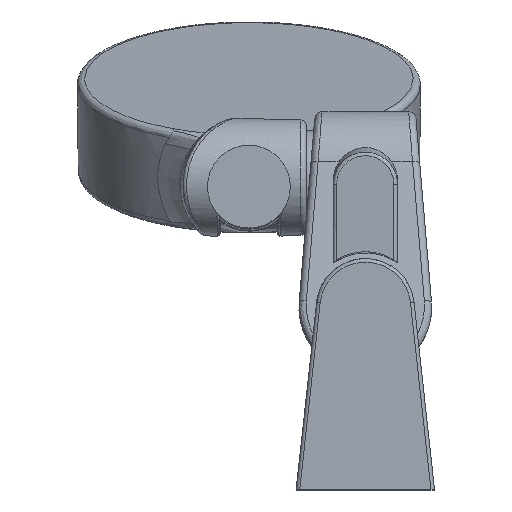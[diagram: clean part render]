
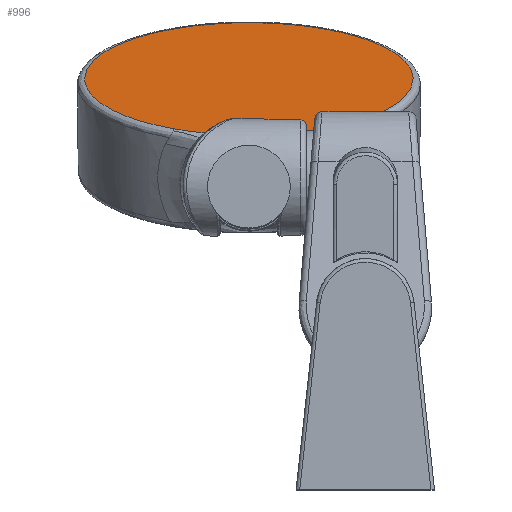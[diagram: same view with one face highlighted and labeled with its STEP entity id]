
A CAD part, front view. The second image highlights one B-rep face of the part: STEP entity #996.
In plain terms, the highlighted planar face has unit normal (0, -0.342, 0.94).
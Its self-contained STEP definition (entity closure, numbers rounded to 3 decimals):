
#45 = CARTESIAN_POINT ( 'NONE',  ( -32.296, 159.247, 98.296 ) ) ;
#85 = CARTESIAN_POINT ( 'NONE',  ( -25.829, 159.661, 98.447 ) ) ;
#277 = CARTESIAN_POINT ( 'NONE',  ( 1.472, 171.978, 102.93 ) ) ;
#429 = VERTEX_POINT ( 'NONE', #3775 ) ;
#630 = CARTESIAN_POINT ( 'NONE',  ( -14.781, 162.364, 99.43 ) ) ;
#707 = PLANE ( 'NONE',  #2426 ) ;
#849 = CARTESIAN_POINT ( 'NONE',  ( 13.254, 196.407, 111.821 ) ) ;
#909 = CARTESIAN_POINT ( 'NONE',  ( -77.744, 202.002, 113.858 ) ) ;
#987 = CARTESIAN_POINT ( 'NONE',  ( 0.765, 233.022, 125.148 ) ) ;
#996 = ADVANCED_FACE ( 'NONE', ( #10461 ), #707, .F. ) ;
#1059 = CARTESIAN_POINT ( 'NONE',  ( -31.395, 159.247, 98.296 ) ) ;
#1109 = CARTESIAN_POINT ( 'NONE',  ( -22.011, 160.346, 98.696 ) ) ;
#1248 = ORIENTED_EDGE ( 'NONE', *, *, #9349, .T. ) ;
#1292 = CARTESIAN_POINT ( 'NONE',  ( -11.435, 163.983, 100.02 ) ) ;
#2003 = CARTESIAN_POINT ( 'NONE',  ( 13.254, 207.598, 115.894 ) ) ;
#2028 = CARTESIAN_POINT ( 'NONE',  ( -42.479, 160.346, 98.696 ) ) ;
#2069 = CARTESIAN_POINT ( 'NONE',  ( -28.608, 159.383, 98.346 ) ) ;
#2426 = AXIS2_PLACEMENT_3D ( 'NONE', #4581, #3678, #10113 ) ;
#2545 = CARTESIAN_POINT ( 'NONE',  ( -18.307, 161.151, 98.989 ) ) ;
#2915 = VERTEX_POINT ( 'NONE', #8330 ) ;
#2994 = CARTESIAN_POINT ( 'NONE',  ( -38.048, 159.567, 98.413 ) ) ;
#3029 = CARTESIAN_POINT ( 'NONE',  ( -27.474, 159.486, 98.383 ) ) ;
#3678 = DIRECTION ( 'NONE',  ( 0., 0.342, -0.94 ) ) ;
#3769 = CARTESIAN_POINT ( 'NONE',  ( -22.011, 160.346, 98.696 ) ) ;
#3775 = CARTESIAN_POINT ( 'NONE',  ( -42.479, 160.346, 98.696 ) ) ;
#3961 = CARTESIAN_POINT ( 'NONE',  ( -33.665, 159.267, 98.303 ) ) ;
#3999 = CARTESIAN_POINT ( 'NONE',  ( -27.19, 159.515, 98.394 ) ) ;
#4176 = CARTESIAN_POINT ( 'NONE',  ( 13.254, 202.002, 113.858 ) ) ;
#4455 = B_SPLINE_CURVE_WITH_KNOTS ( 'NONE', 3,
 ( #2028, #8585, #2994, #9524, #3961, #10366, #4884, #11220, #5808, #45, #6747, #1059, #7680, #2069, #8628, #3029, #9562, #3999, #10399, #4920, #11255, #5852, #85, #6782, #1109 ),
 .UNSPECIFIED., .F., .F.,
 ( 4, 1, 1, 1, 1, 1, 1, 2, 2, 1, 1, 1, 1, 1, 1, 1, 2, 2, 4 ),
 ( 0., 0.25, 0.375, 0.438, 0.469, 0.484, 0.492, 0.496, 0.5, 0.625, 0.688, 0.719, 0.734, 0.742, 0.746, 0.748, 0.749, 0.75, 1. ),
 .UNSPECIFIED. ) ;
#4505 = CARTESIAN_POINT ( 'NONE',  ( -22.011, 160.346, 98.696 ) ) ;
#4581 = CARTESIAN_POINT ( 'NONE',  ( -32.245, 26.908, 50.129 ) ) ;
#4831 = CARTESIAN_POINT ( 'NONE',  ( -75.375, 218.79, 119.968 ) ) ;
#4884 = CARTESIAN_POINT ( 'NONE',  ( -32.599, 159.248, 98.296 ) ) ;
#4920 = CARTESIAN_POINT ( 'NONE',  ( -27.122, 159.522, 98.396 ) ) ;
#5311 = B_SPLINE_CURVE_WITH_KNOTS ( 'NONE', 3,
 ( #4505, #2545, #630, #7283 ),
 .UNSPECIFIED., .F., .F.,
 ( 4, 4 ),
 ( 0., 1. ),
 .UNSPECIFIED. ) ;
#5423 = CARTESIAN_POINT ( 'NONE',  ( -42.479, 160.346, 98.696 ) ) ;
#5552 = VERTEX_POINT ( 'NONE', #3769 ) ;
#5633 = CARTESIAN_POINT ( 'NONE',  ( -57.239, 166.008, 100.757 ) ) ;
#5676 = CARTESIAN_POINT ( 'NONE',  ( -65.963, 171.978, 102.93 ) ) ;
#5749 = CARTESIAN_POINT ( 'NONE',  ( -50.11, 242.531, 128.609 ) ) ;
#5808 = CARTESIAN_POINT ( 'NONE',  ( -32.346, 159.247, 98.296 ) ) ;
#5852 = CARTESIAN_POINT ( 'NONE',  ( -27.1, 159.525, 98.397 ) ) ;
#5870 = ORIENTED_EDGE ( 'NONE', *, *, #10074, .T. ) ;
#5936 = CARTESIAN_POINT ( 'NONE',  ( -53.055, 163.983, 100.02 ) ) ;
#6029 = CARTESIAN_POINT ( 'NONE',  ( 10.885, 185.215, 107.748 ) ) ;
#6393 = CARTESIAN_POINT ( 'NONE',  ( -77.744, 202.002, 113.858 ) ) ;
#6615 = CARTESIAN_POINT ( 'NONE',  ( -77.744, 196.407, 111.821 ) ) ;
#6687 = CARTESIAN_POINT ( 'NONE',  ( -14.38, 242.531, 128.609 ) ) ;
#6747 = CARTESIAN_POINT ( 'NONE',  ( -32.272, 159.247, 98.296 ) ) ;
#6782 = CARTESIAN_POINT ( 'NONE',  ( -24.134, 159.934, 98.546 ) ) ;
#6950 = CARTESIAN_POINT ( 'NONE',  ( -7.251, 166.008, 100.757 ) ) ;
#7283 = CARTESIAN_POINT ( 'NONE',  ( -11.435, 163.983, 100.02 ) ) ;
#7291 = EDGE_CURVE ( 'NONE', #429, #5552, #4455, .T. ) ;
#7324 = ORIENTED_EDGE ( 'NONE', *, *, #11707, .F. ) ;
#7617 = CARTESIAN_POINT ( 'NONE',  ( 10.885, 218.79, 119.968 ) ) ;
#7621 = ORIENTED_EDGE ( 'NONE', *, *, #11649, .F. ) ;
#7668 = B_SPLINE_CURVE_WITH_KNOTS ( 'NONE', 3,
 ( #11133, #8493, #4831, #11162, #5749, #12018, #6687, #987, #7617, #2003, #8562 ),
 .UNSPECIFIED., .F., .F.,
 ( 4, 1, 1, 1, 1, 1, 1, 1, 4 ),
 ( 0.25, 0.313, 0.375, 0.438, 0.5, 0.563, 0.625, 0.688, 0.75 ),
 .UNSPECIFIED. ) ;
#7680 = CARTESIAN_POINT ( 'NONE',  ( -30.114, 159.282, 98.309 ) ) ;
#7805 = CARTESIAN_POINT ( 'NONE',  ( -49.699, 162.359, 99.429 ) ) ;
#7826 = B_SPLINE_CURVE_WITH_KNOTS ( 'NONE', 3,
 ( #5936, #7805, #10862, #5423 ),
 .UNSPECIFIED., .F., .F.,
 ( 4, 4 ),
 ( 0., 1. ),
 .UNSPECIFIED. ) ;
#8324 = VERTEX_POINT ( 'NONE', #11261 ) ;
#8330 = CARTESIAN_POINT ( 'NONE',  ( -11.435, 163.983, 100.02 ) ) ;
#8480 = ORIENTED_EDGE ( 'NONE', *, *, #8485, .F. ) ;
#8485 = EDGE_CURVE ( 'NONE', #11034, #2915, #10321, .T. ) ;
#8493 = CARTESIAN_POINT ( 'NONE',  ( -77.744, 207.598, 115.894 ) ) ;
#8562 = CARTESIAN_POINT ( 'NONE',  ( 13.254, 202.002, 113.858 ) ) ;
#8585 = CARTESIAN_POINT ( 'NONE',  ( -40.678, 159.979, 98.563 ) ) ;
#8628 = CARTESIAN_POINT ( 'NONE',  ( -27.852, 159.449, 98.37 ) ) ;
#9349 = EDGE_CURVE ( 'NONE', #5552, #2915, #5311, .T. ) ;
#9524 = CARTESIAN_POINT ( 'NONE',  ( -35.105, 159.327, 98.325 ) ) ;
#9562 = CARTESIAN_POINT ( 'NONE',  ( -27.284, 159.505, 98.39 ) ) ;
#10026 = ORIENTED_EDGE ( 'NONE', *, *, #7291, .T. ) ;
#10074 = EDGE_CURVE ( 'NONE', #8324, #429, #7826, .T. ) ;
#10113 = DIRECTION ( 'NONE',  ( 0., 0.94, 0.342 ) ) ;
#10148 = CARTESIAN_POINT ( 'NONE',  ( 13.254, 202.002, 113.858 ) ) ;
#10278 = VERTEX_POINT ( 'NONE', #6393 ) ;
#10321 = B_SPLINE_CURVE_WITH_KNOTS ( 'NONE', 3,
 ( #4176, #849, #6029, #277, #6950, #1292 ),
 .UNSPECIFIED., .F., .F.,
 ( 4, 1, 1, 4 ),
 ( 0.75, 0.812, 0.875, 0.924 ),
 .UNSPECIFIED. ) ;
#10366 = CARTESIAN_POINT ( 'NONE',  ( -32.953, 159.252, 98.298 ) ) ;
#10399 = CARTESIAN_POINT ( 'NONE',  ( -27.142, 159.52, 98.395 ) ) ;
#10461 = FACE_OUTER_BOUND ( 'NONE', #10479, .T. ) ;
#10479 = EDGE_LOOP ( 'NONE', ( #7324, #7621, #5870, #10026, #1248, #8480 ) ) ;
#10862 = CARTESIAN_POINT ( 'NONE',  ( -46.174, 161.147, 98.987 ) ) ;
#11034 = VERTEX_POINT ( 'NONE', #10148 ) ;
#11133 = CARTESIAN_POINT ( 'NONE',  ( -77.744, 202.002, 113.858 ) ) ;
#11162 = CARTESIAN_POINT ( 'NONE',  ( -65.255, 233.022, 125.148 ) ) ;
#11220 = CARTESIAN_POINT ( 'NONE',  ( -32.422, 159.247, 98.296 ) ) ;
#11255 = CARTESIAN_POINT ( 'NONE',  ( -27.108, 159.524, 98.397 ) ) ;
#11261 = CARTESIAN_POINT ( 'NONE',  ( -53.055, 163.983, 100.02 ) ) ;
#11649 = EDGE_CURVE ( 'NONE', #8324, #10278, #11795, .T. ) ;
#11707 = EDGE_CURVE ( 'NONE', #10278, #11034, #7668, .T. ) ;
#11795 = B_SPLINE_CURVE_WITH_KNOTS ( 'NONE', 3,
 ( #11912, #5633, #5676, #11947, #6615, #909 ),
 .UNSPECIFIED., .F., .F.,
 ( 4, 1, 1, 4 ),
 ( 0.076, 0.125, 0.188, 0.25 ),
 .UNSPECIFIED. ) ;
#11912 = CARTESIAN_POINT ( 'NONE',  ( -53.055, 163.983, 100.02 ) ) ;
#11947 = CARTESIAN_POINT ( 'NONE',  ( -75.375, 185.215, 107.748 ) ) ;
#12018 = CARTESIAN_POINT ( 'NONE',  ( -32.245, 245.87, 129.824 ) ) ;
